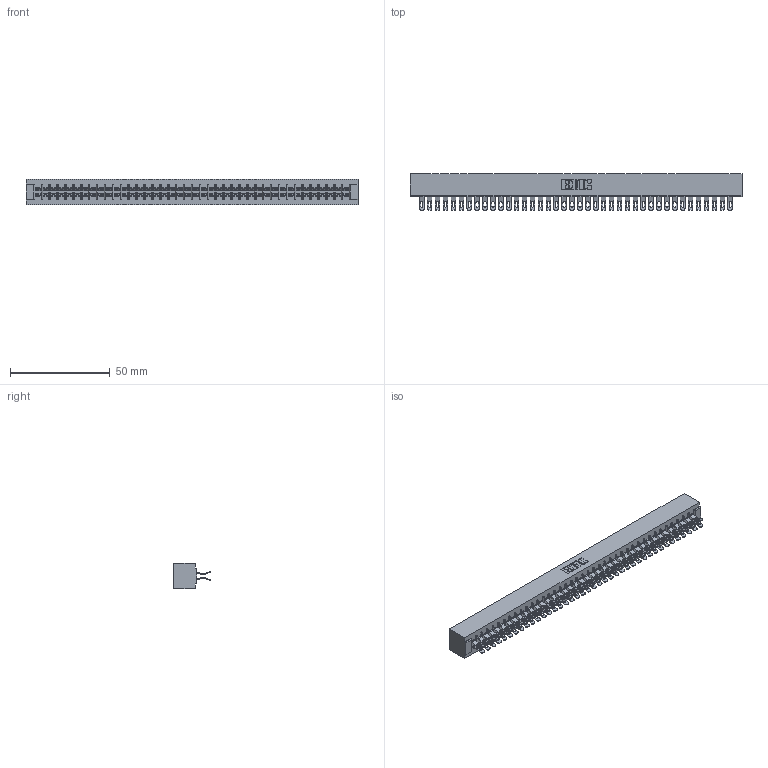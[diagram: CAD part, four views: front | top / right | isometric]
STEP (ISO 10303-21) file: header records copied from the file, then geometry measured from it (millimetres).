
FILE_DESCRIPTION (( 'STEP AP203' ), '1' );
FILE_NAME ('305-080-555-201.STEP', '2019-09-10T10:07:01', ( '' ), ( '' ), 'SwSTEP 2.0', 'SolidWorks 2016', '' );
FILE_SCHEMA (( 'CONFIG_CONTROL_DESIGN' ));
Length unit declared in the file: inch
Products named in the file (3): 305 Part_No Mounting; 305-290-001_555; 305-080-555-201
Assembly tree (81 placements, depth 2):
  305-080-555-201
    305 Part_No Mounting
    305-290-001_555  x80
Bounding box: 166.37 x 18.41 x 12.7 mm (x, y, z)
Volume: 18059.1 mm3; surface area: 24854.8 mm2
Topology: 81 solids, 81 shells, 5388 faces, 16092 edges, 10512 vertices
Faces by surface type: plane 2624, cylinder 2604, sphere 160
Entity records: 43899 total; most frequent: CARTESIAN_POINT 7280, ORIENTED_EDGE 7216, DIRECTION 7036, EDGE_CURVE 3608, VECTOR 2900, LINE 2900, VERTEX_POINT 2296, AXIS2_PLACEMENT_3D 2068
